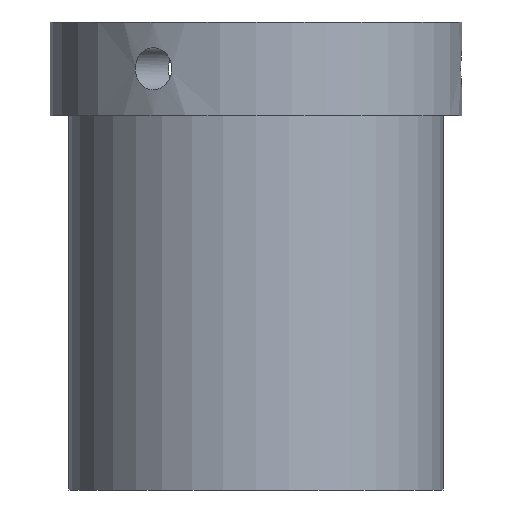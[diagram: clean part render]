
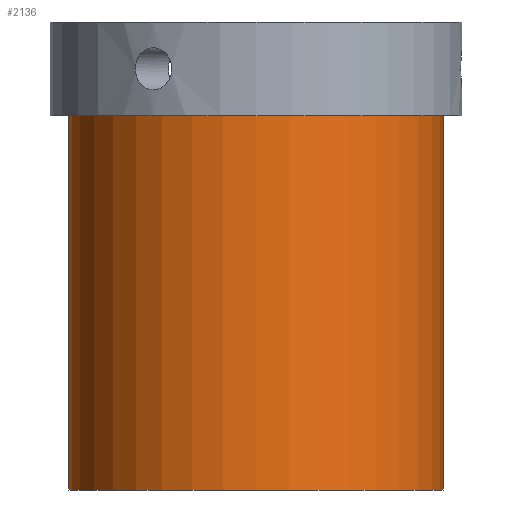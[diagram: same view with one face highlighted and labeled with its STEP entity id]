
A CAD part, front view. The second image highlights one B-rep face of the part: STEP entity #2136.
In plain terms, the highlighted cylindrical face has radius 20 mm (diameter 40 mm), a full revolution.
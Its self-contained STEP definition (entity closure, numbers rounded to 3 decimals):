
#66 = PLANE('',#67);
#67 = AXIS2_PLACEMENT_3D('',#68,#69,#70);
#68 = CARTESIAN_POINT('',(0.,0.,40.));
#69 = DIRECTION('',(0.,0.,1.));
#70 = DIRECTION('',(1.,0.,0.));
#1428 = EDGE_CURVE('',#1429,#1429,#1431,.T.);
#1429 = VERTEX_POINT('',#1430);
#1430 = CARTESIAN_POINT('',(20.,0.,40.));
#1431 = SURFACE_CURVE('',#1432,(#1437,#1444),.PCURVE_S1.);
#1432 = CIRCLE('',#1433,20.);
#1433 = AXIS2_PLACEMENT_3D('',#1434,#1435,#1436);
#1434 = CARTESIAN_POINT('',(0.,0.,40.));
#1435 = DIRECTION('',(0.,0.,1.));
#1436 = DIRECTION('',(1.,0.,0.));
#1437 = PCURVE('',#66,#1438);
#1438 = DEFINITIONAL_REPRESENTATION('',(#1439),#1443);
#1439 = CIRCLE('',#1440,20.);
#1440 = AXIS2_PLACEMENT_2D('',#1441,#1442);
#1441 = CARTESIAN_POINT('',(0.,0.));
#1442 = DIRECTION('',(1.,0.));
#1443 = ( GEOMETRIC_REPRESENTATION_CONTEXT(2) 
PARAMETRIC_REPRESENTATION_CONTEXT() REPRESENTATION_CONTEXT('2D SPACE',''
  ) );
#1444 = PCURVE('',#1445,#1450);
#1445 = CYLINDRICAL_SURFACE('',#1446,20.);
#1446 = AXIS2_PLACEMENT_3D('',#1447,#1448,#1449);
#1447 = CARTESIAN_POINT('',(0.,0.,0.));
#1448 = DIRECTION('',(-0.,-0.,-1.));
#1449 = DIRECTION('',(1.,0.,0.));
#1450 = DEFINITIONAL_REPRESENTATION('',(#1451),#1455);
#1451 = LINE('',#1452,#1453);
#1452 = CARTESIAN_POINT('',(-0.,-40.));
#1453 = VECTOR('',#1454,1.);
#1454 = DIRECTION('',(-1.,0.));
#1455 = ( GEOMETRIC_REPRESENTATION_CONTEXT(2) 
PARAMETRIC_REPRESENTATION_CONTEXT() REPRESENTATION_CONTEXT('2D SPACE',''
  ) );
#2136 = ADVANCED_FACE('',(#2137),#1445,.T.);
#2137 = FACE_BOUND('',#2138,.F.);
#2138 = EDGE_LOOP('',(#2139,#2162,#2163,#2164));
#2139 = ORIENTED_EDGE('',*,*,#2140,.T.);
#2140 = EDGE_CURVE('',#2141,#1429,#2143,.T.);
#2141 = VERTEX_POINT('',#2142);
#2142 = CARTESIAN_POINT('',(20.,0.,0.));
#2143 = SEAM_CURVE('',#2144,(#2148,#2155),.PCURVE_S1.);
#2144 = LINE('',#2145,#2146);
#2145 = CARTESIAN_POINT('',(20.,0.,0.));
#2146 = VECTOR('',#2147,1.);
#2147 = DIRECTION('',(0.,0.,1.));
#2148 = PCURVE('',#1445,#2149);
#2149 = DEFINITIONAL_REPRESENTATION('',(#2150),#2154);
#2150 = LINE('',#2151,#2152);
#2151 = CARTESIAN_POINT('',(-0.,0.));
#2152 = VECTOR('',#2153,1.);
#2153 = DIRECTION('',(-0.,-1.));
#2154 = ( GEOMETRIC_REPRESENTATION_CONTEXT(2) 
PARAMETRIC_REPRESENTATION_CONTEXT() REPRESENTATION_CONTEXT('2D SPACE',''
  ) );
#2155 = PCURVE('',#1445,#2156);
#2156 = DEFINITIONAL_REPRESENTATION('',(#2157),#2161);
#2157 = LINE('',#2158,#2159);
#2158 = CARTESIAN_POINT('',(-6.283,0.));
#2159 = VECTOR('',#2160,1.);
#2160 = DIRECTION('',(-0.,-1.));
#2161 = ( GEOMETRIC_REPRESENTATION_CONTEXT(2) 
PARAMETRIC_REPRESENTATION_CONTEXT() REPRESENTATION_CONTEXT('2D SPACE',''
  ) );
#2162 = ORIENTED_EDGE('',*,*,#1428,.T.);
#2163 = ORIENTED_EDGE('',*,*,#2140,.F.);
#2164 = ORIENTED_EDGE('',*,*,#2165,.F.);
#2165 = EDGE_CURVE('',#2141,#2141,#2166,.T.);
#2166 = SURFACE_CURVE('',#2167,(#2172,#2179),.PCURVE_S1.);
#2167 = CIRCLE('',#2168,20.);
#2168 = AXIS2_PLACEMENT_3D('',#2169,#2170,#2171);
#2169 = CARTESIAN_POINT('',(0.,0.,0.));
#2170 = DIRECTION('',(0.,0.,1.));
#2171 = DIRECTION('',(1.,0.,0.));
#2172 = PCURVE('',#1445,#2173);
#2173 = DEFINITIONAL_REPRESENTATION('',(#2174),#2178);
#2174 = LINE('',#2175,#2176);
#2175 = CARTESIAN_POINT('',(-0.,0.));
#2176 = VECTOR('',#2177,1.);
#2177 = DIRECTION('',(-1.,0.));
#2178 = ( GEOMETRIC_REPRESENTATION_CONTEXT(2) 
PARAMETRIC_REPRESENTATION_CONTEXT() REPRESENTATION_CONTEXT('2D SPACE',''
  ) );
#2179 = PCURVE('',#2180,#2185);
#2180 = SPHERICAL_SURFACE('',#2181,90.);
#2181 = AXIS2_PLACEMENT_3D('',#2182,#2183,#2184);
#2182 = CARTESIAN_POINT('',(0.,0.,-87.75));
#2183 = DIRECTION('',(0.,0.,1.));
#2184 = DIRECTION('',(1.,0.,0.));
#2185 = DEFINITIONAL_REPRESENTATION('',(#2186),#2190);
#2186 = LINE('',#2187,#2188);
#2187 = CARTESIAN_POINT('',(0.,1.347));
#2188 = VECTOR('',#2189,1.);
#2189 = DIRECTION('',(1.,0.));
#2190 = ( GEOMETRIC_REPRESENTATION_CONTEXT(2) 
PARAMETRIC_REPRESENTATION_CONTEXT() REPRESENTATION_CONTEXT('2D SPACE',''
  ) );
